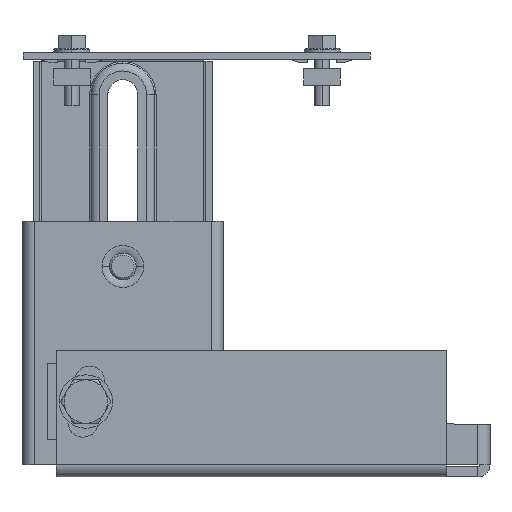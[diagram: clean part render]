
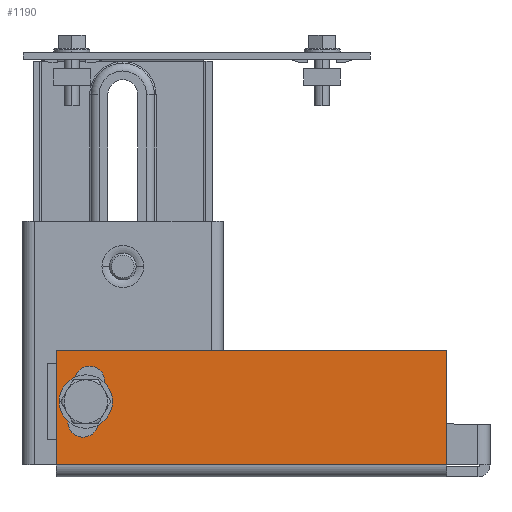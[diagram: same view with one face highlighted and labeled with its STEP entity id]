
A CAD part, left-side view. The second image highlights one B-rep face of the part: STEP entity #1190.
In plain terms, the highlighted planar face has unit normal (-1, 0, 0).
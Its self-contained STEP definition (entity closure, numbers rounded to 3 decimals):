
#73 = DIRECTION ( 'NONE',  ( 1., 0., 0. ) ) ;
#370 = DIRECTION ( 'NONE',  ( 0., 0., 1. ) ) ;
#403 = CARTESIAN_POINT ( 'NONE',  ( -3.1, 9.945, 28.123 ) ) ;
#426 = ORIENTED_EDGE ( 'NONE', *, *, #658, .T. ) ;
#521 = LINE ( 'NONE', #2000, #4748 ) ;
#526 = EDGE_CURVE ( 'NONE', #2819, #1832, #912, .T. ) ;
#656 = VECTOR ( 'NONE', #7755, 1000. ) ;
#658 = EDGE_CURVE ( 'NONE', #4315, #5862, #4087, .T. ) ;
#663 = CARTESIAN_POINT ( 'NONE',  ( -3.1, -106.4, 3. ) ) ;
#912 = LINE ( 'NONE', #10278, #656 ) ;
#956 = CARTESIAN_POINT ( 'NONE',  ( -3.1, -97., 37.4 ) ) ;
#1005 = CARTESIAN_POINT ( 'NONE',  ( -3.1, 11.933, 11.324 ) ) ;
#1006 = CARTESIAN_POINT ( 'NONE',  ( -3.1, -97., 3. ) ) ;
#1096 = PLANE ( 'NONE',  #5617 ) ;
#1190 = ADVANCED_FACE ( 'NONE', ( #6965, #2747 ), #1096, .T. ) ;
#1252 = DIRECTION ( 'NONE',  ( 0., 0., 1. ) ) ;
#1507 = DIRECTION ( 'NONE',  ( 0., 0., 1. ) ) ;
#1551 = CARTESIAN_POINT ( 'NONE',  ( -3.1, 20., 3. ) ) ;
#1704 = EDGE_CURVE ( 'NONE', #2819, #4590, #6054, .T. ) ;
#1832 = VERTEX_POINT ( 'NONE', #3698 ) ;
#1838 = EDGE_CURVE ( 'NONE', #4177, #4590, #521, .T. ) ;
#2000 = CARTESIAN_POINT ( 'NONE',  ( -3.1, -97., 2.4 ) ) ;
#2640 = EDGE_CURVE ( 'NONE', #1832, #4177, #3259, .T. ) ;
#2747 = FACE_OUTER_BOUND ( 'NONE', #5183, .T. ) ;
#2777 = CARTESIAN_POINT ( 'NONE',  ( -3.1, 11.933, 15.824 ) ) ;
#2790 = CARTESIAN_POINT ( 'NONE',  ( -3.1, -97., 2.4 ) ) ;
#2805 = AXIS2_PLACEMENT_3D ( 'NONE', #403, #6302, #1252 ) ;
#2819 = VERTEX_POINT ( 'NONE', #1551 ) ;
#3005 = VECTOR ( 'NONE', #8883, 1000. ) ;
#3153 = EDGE_CURVE ( 'NONE', #8092, #4315, #10235, .T. ) ;
#3210 = ORIENTED_EDGE ( 'NONE', *, *, #1704, .T. ) ;
#3222 = ORIENTED_EDGE ( 'NONE', *, *, #8216, .T. ) ;
#3259 = LINE ( 'NONE', #10582, #3005 ) ;
#3626 = DIRECTION ( 'NONE',  ( 0., 0., 1. ) ) ;
#3698 = CARTESIAN_POINT ( 'NONE',  ( -3.1, 20., 37.4 ) ) ;
#3820 = VECTOR ( 'NONE', #9441, 1000. ) ;
#4087 = CIRCLE ( 'NONE', #8494, 114.526 ) ;
#4177 = VERTEX_POINT ( 'NONE', #956 ) ;
#4315 = VERTEX_POINT ( 'NONE', #7874 ) ;
#4502 = DIRECTION ( 'NONE',  ( -1., 0., 0. ) ) ;
#4590 = VERTEX_POINT ( 'NONE', #10113 ) ;
#4748 = VECTOR ( 'NONE', #6245, 1000. ) ;
#4845 = ORIENTED_EDGE ( 'NONE', *, *, #3153, .T. ) ;
#5117 = CARTESIAN_POINT ( 'NONE',  ( -3.1, 11.933, 15.824 ) ) ;
#5183 = EDGE_LOOP ( 'NONE', ( #10103, #3210, #8942, #6995 ) ) ;
#5409 = DIRECTION ( 'NONE',  ( -1., 0., 0. ) ) ;
#5617 = AXIS2_PLACEMENT_3D ( 'NONE', #2790, #4502, #10376 ) ;
#5862 = VERTEX_POINT ( 'NONE', #6891 ) ;
#5890 = ORIENTED_EDGE ( 'NONE', *, *, #7761, .T. ) ;
#5977 = DIRECTION ( 'NONE',  ( 0., 0., 1. ) ) ;
#5990 = CIRCLE ( 'NONE', #7558, 123.526 ) ;
#6054 = LINE ( 'NONE', #1006, #3820 ) ;
#6245 = DIRECTION ( 'NONE',  ( 0., 0., -1. ) ) ;
#6302 = DIRECTION ( 'NONE',  ( 1., 0., 0. ) ) ;
#6559 = DIRECTION ( 'NONE',  ( 1., 0., 0. ) ) ;
#6569 = CARTESIAN_POINT ( 'NONE',  ( -3.1, 14.343, 29.073 ) ) ;
#6650 = CIRCLE ( 'NONE', #8992, 4.5 ) ;
#6788 = CIRCLE ( 'NONE', #8557, 4.5 ) ;
#6891 = CARTESIAN_POINT ( 'NONE',  ( -3.1, 7.46, 15.34 ) ) ;
#6965 = FACE_BOUND ( 'NONE', #9470, .T. ) ;
#6995 = ORIENTED_EDGE ( 'NONE', *, *, #2640, .F. ) ;
#7171 = VERTEX_POINT ( 'NONE', #8490 ) ;
#7558 = AXIS2_PLACEMENT_3D ( 'NONE', #663, #6559, #1507 ) ;
#7755 = DIRECTION ( 'NONE',  ( 0., 0., 1. ) ) ;
#7761 = EDGE_CURVE ( 'NONE', #9479, #7171, #6650, .T. ) ;
#7874 = CARTESIAN_POINT ( 'NONE',  ( -3.1, 5.546, 27.174 ) ) ;
#8092 = VERTEX_POINT ( 'NONE', #6569 ) ;
#8216 = EDGE_CURVE ( 'NONE', #5862, #9479, #6788, .T. ) ;
#8490 = CARTESIAN_POINT ( 'NONE',  ( -3.1, 16.407, 16.309 ) ) ;
#8494 = AXIS2_PLACEMENT_3D ( 'NONE', #10459, #5409, #370 ) ;
#8557 = AXIS2_PLACEMENT_3D ( 'NONE', #5117, #73, #5977 ) ;
#8628 = EDGE_CURVE ( 'NONE', #7171, #8092, #5990, .T. ) ;
#8675 = DIRECTION ( 'NONE',  ( 1., 0., 0. ) ) ;
#8883 = DIRECTION ( 'NONE',  ( 0., -1., 0. ) ) ;
#8942 = ORIENTED_EDGE ( 'NONE', *, *, #1838, .F. ) ;
#8992 = AXIS2_PLACEMENT_3D ( 'NONE', #2777, #8675, #3626 ) ;
#9441 = DIRECTION ( 'NONE',  ( 0., -1., 0. ) ) ;
#9470 = EDGE_LOOP ( 'NONE', ( #426, #3222, #5890, #10134, #4845 ) ) ;
#9479 = VERTEX_POINT ( 'NONE', #1005 ) ;
#10103 = ORIENTED_EDGE ( 'NONE', *, *, #526, .F. ) ;
#10113 = CARTESIAN_POINT ( 'NONE',  ( -3.1, -97., 3. ) ) ;
#10134 = ORIENTED_EDGE ( 'NONE', *, *, #8628, .T. ) ;
#10235 = CIRCLE ( 'NONE', #2805, 4.5 ) ;
#10278 = CARTESIAN_POINT ( 'NONE',  ( -3.1, 20., 37.4 ) ) ;
#10376 = DIRECTION ( 'NONE',  ( 0., 0., 1. ) ) ;
#10459 = CARTESIAN_POINT ( 'NONE',  ( -3.1, -106.4, 3. ) ) ;
#10582 = CARTESIAN_POINT ( 'NONE',  ( -3.1, -97., 37.4 ) ) ;
